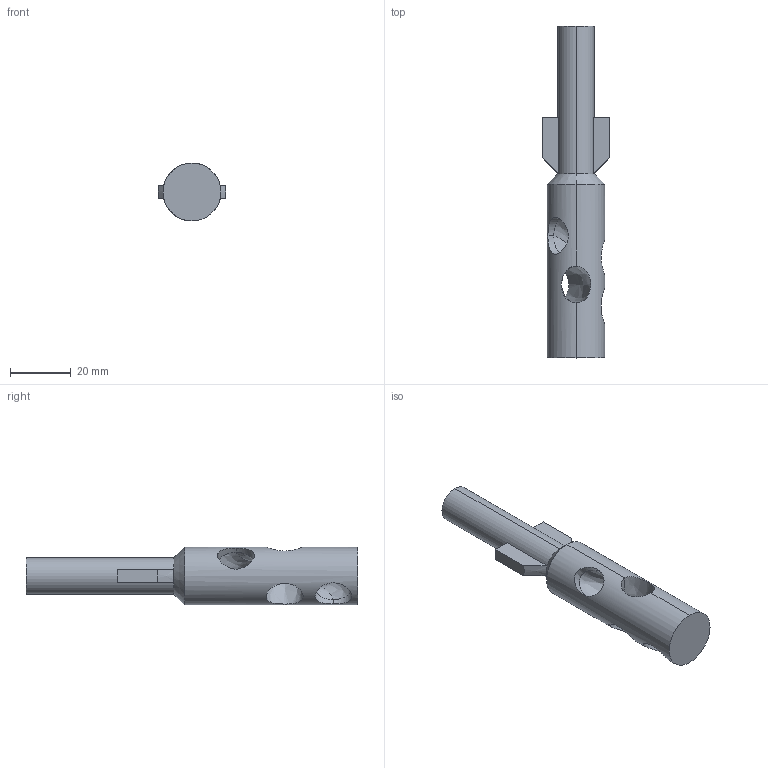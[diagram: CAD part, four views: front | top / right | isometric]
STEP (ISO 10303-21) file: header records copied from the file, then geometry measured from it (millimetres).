
FILE_DESCRIPTION (( 'STEP AP214' ), '1' );
FILE_NAME ('TMPT_Valve1.STEP', '2015-02-01T17:22:18', ( '' ), ( '' ), 'SwSTEP 2.0', 'SolidWorks 2014', '' );
FILE_SCHEMA (( 'AUTOMOTIVE_DESIGN' ));
Length unit declared in the file: millimetre
Products named in the file (1): TMPT_Valve1
Bounding box: 22.31 x 109.08 x 19 mm (x, y, z)
Volume: 18273.1 mm3; surface area: 7519.2 mm2
Topology: 1 solids, 1 shells, 32 faces, 73 edges, 44 vertices
Faces by surface type: bspline 14, plane 10, cone 4, cylinder 4
Entity records: 2463 total; most frequent: CARTESIAN_POINT 1812, ORIENTED_EDGE 146, DIRECTION 83, EDGE_CURVE 73, VERTEX_POINT 44, B_SPLINE_CURVE_WITH_KNOTS 40, EDGE_LOOP 39, FACE_OUTER_BOUND 32
